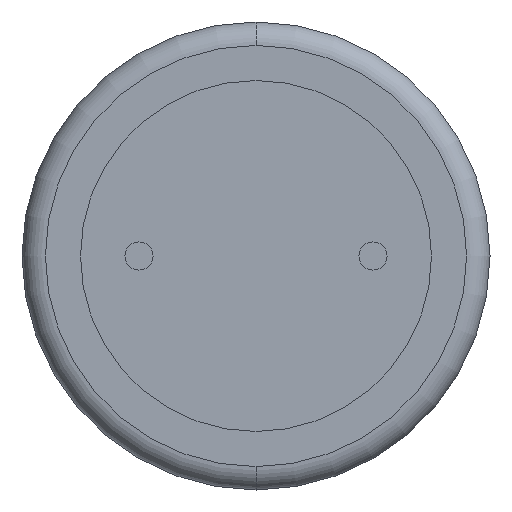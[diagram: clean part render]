
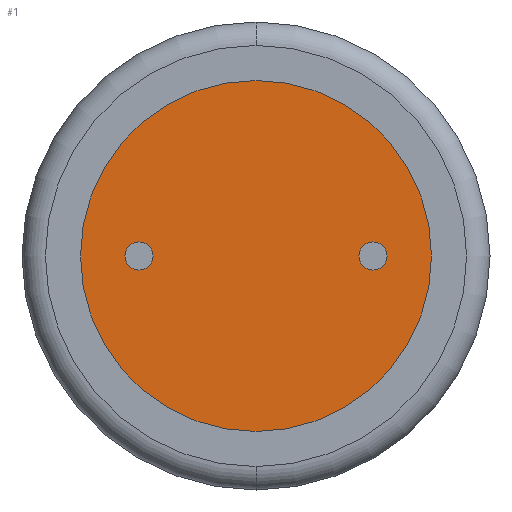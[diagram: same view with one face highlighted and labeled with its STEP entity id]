
A CAD part, front view. The second image highlights one B-rep face of the part: STEP entity #1.
In plain terms, the highlighted planar face has unit normal (0, -1, 0).
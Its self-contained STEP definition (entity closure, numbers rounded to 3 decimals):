
#1 = ADVANCED_FACE ( 'NONE', ( #107, #106, #105 ), #308, .T. ) ;
#3 = ORIENTED_EDGE ( 'NONE', *, *, #5, .F. ) ;
#4 = ORIENTED_EDGE ( 'NONE', *, *, #278, .F. ) ;
#5 = EDGE_CURVE ( 'NONE', #279, #115, #298, .T. ) ;
#6 = EDGE_LOOP ( 'NONE', ( #3, #4 ) ) ;
#7 = ORIENTED_EDGE ( 'NONE', *, *, #285, .T. ) ;
#8 = EDGE_CURVE ( 'NONE', #13, #11, #230, .T. ) ;
#11 = VERTEX_POINT ( 'NONE', #225 ) ;
#13 = VERTEX_POINT ( 'NONE', #224 ) ;
#26 = EDGE_CURVE ( 'NONE', #11, #13, #207, .T. ) ;
#56 = EDGE_LOOP ( 'NONE', ( #57, #58 ) ) ;
#57 = ORIENTED_EDGE ( 'NONE', *, *, #26, .F. ) ;
#58 = ORIENTED_EDGE ( 'NONE', *, *, #8, .F. ) ;
#59 = EDGE_LOOP ( 'NONE', ( #60, #7 ) ) ;
#60 = ORIENTED_EDGE ( 'NONE', *, *, #61, .T. ) ;
#61 = EDGE_CURVE ( 'NONE', #287, #286, #394, .T. ) ;
#105 = FACE_BOUND ( 'NONE', #6, .T. ) ;
#106 = FACE_OUTER_BOUND ( 'NONE', #59, .T. ) ;
#107 = FACE_BOUND ( 'NONE', #56, .T. ) ;
#115 = VERTEX_POINT ( 'NONE', #515 ) ;
#203 = DIRECTION ( 'NONE',  ( 0., 0., -1. ) ) ;
#204 = DIRECTION ( 'NONE',  ( 0., -1., 0. ) ) ;
#205 = CARTESIAN_POINT ( 'NONE',  ( -2.5, 0.25, 0. ) ) ;
#206 = AXIS2_PLACEMENT_3D ( 'NONE', #205, #204, #203 ) ;
#207 = CIRCLE ( 'NONE', #206, 0.3 ) ;
#224 = CARTESIAN_POINT ( 'NONE',  ( -2.5, 0.25, -0.3 ) ) ;
#225 = CARTESIAN_POINT ( 'NONE',  ( -2.5, 0.25, 0.3 ) ) ;
#226 = DIRECTION ( 'NONE',  ( 0., 0., -1. ) ) ;
#227 = DIRECTION ( 'NONE',  ( 0., -1., 0. ) ) ;
#228 = CARTESIAN_POINT ( 'NONE',  ( -2.5, 0.25, 0. ) ) ;
#229 = AXIS2_PLACEMENT_3D ( 'NONE', #228, #227, #226 ) ;
#230 = CIRCLE ( 'NONE', #229, 0.3 ) ;
#278 = EDGE_CURVE ( 'NONE', #115, #279, #792, .T. ) ;
#279 = VERTEX_POINT ( 'NONE', #643 ) ;
#285 = EDGE_CURVE ( 'NONE', #286, #287, #721, .T. ) ;
#286 = VERTEX_POINT ( 'NONE', #716 ) ;
#287 = VERTEX_POINT ( 'NONE', #715 ) ;
#294 = DIRECTION ( 'NONE',  ( 0., 0., -1. ) ) ;
#295 = DIRECTION ( 'NONE',  ( 0., -1., 0. ) ) ;
#296 = CARTESIAN_POINT ( 'NONE',  ( 2.5, 0.25, 0. ) ) ;
#297 = AXIS2_PLACEMENT_3D ( 'NONE', #296, #295, #294 ) ;
#298 = CIRCLE ( 'NONE', #297, 0.3 ) ;
#304 = DIRECTION ( 'NONE',  ( 0., 0., -1. ) ) ;
#305 = DIRECTION ( 'NONE',  ( 0., -1., 0. ) ) ;
#306 = CARTESIAN_POINT ( 'NONE',  ( 0., 0.25, 0. ) ) ;
#307 = AXIS2_PLACEMENT_3D ( 'NONE', #306, #305, #304 ) ;
#308 = PLANE ( 'NONE',  #307 ) ;
#393 = AXIS2_PLACEMENT_3D ( 'NONE', #399, #463, #462 ) ;
#394 = CIRCLE ( 'NONE', #393, 3.75 ) ;
#399 = CARTESIAN_POINT ( 'NONE',  ( 0., 0.25, 0. ) ) ;
#462 = DIRECTION ( 'NONE',  ( 0., 0., -1. ) ) ;
#463 = DIRECTION ( 'NONE',  ( 0., -1., 0. ) ) ;
#515 = CARTESIAN_POINT ( 'NONE',  ( 2.5, 0.25, -0.3 ) ) ;
#643 = CARTESIAN_POINT ( 'NONE',  ( 2.5, 0.25, 0.3 ) ) ;
#644 = DIRECTION ( 'NONE',  ( 0., 0., -1. ) ) ;
#715 = CARTESIAN_POINT ( 'NONE',  ( 0., 0.25, -3.75 ) ) ;
#716 = CARTESIAN_POINT ( 'NONE',  ( 0., 0.25, 3.75 ) ) ;
#717 = DIRECTION ( 'NONE',  ( 0., 0., -1. ) ) ;
#718 = DIRECTION ( 'NONE',  ( 0., -1., 0. ) ) ;
#719 = CARTESIAN_POINT ( 'NONE',  ( 0., 0.25, 0. ) ) ;
#720 = AXIS2_PLACEMENT_3D ( 'NONE', #719, #718, #717 ) ;
#721 = CIRCLE ( 'NONE', #720, 3.75 ) ;
#789 = DIRECTION ( 'NONE',  ( 0., -1., 0. ) ) ;
#790 = CARTESIAN_POINT ( 'NONE',  ( 2.5, 0.25, 0. ) ) ;
#791 = AXIS2_PLACEMENT_3D ( 'NONE', #790, #789, #644 ) ;
#792 = CIRCLE ( 'NONE', #791, 0.3 ) ;
